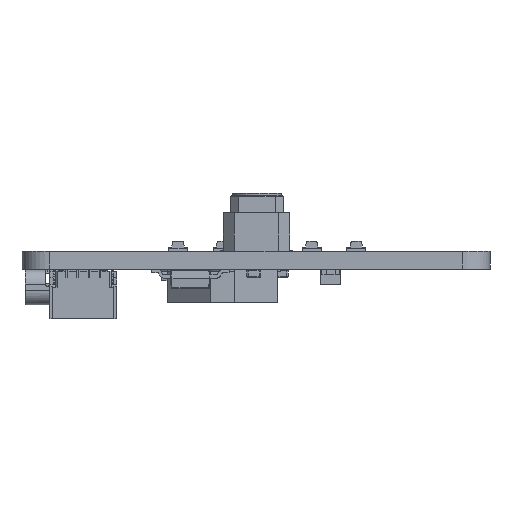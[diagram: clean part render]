
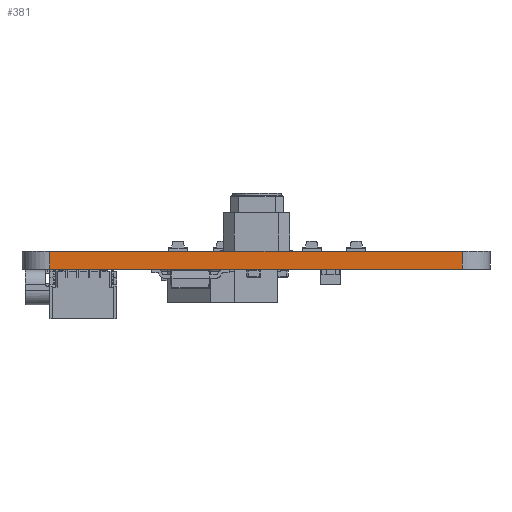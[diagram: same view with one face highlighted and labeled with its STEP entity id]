
A CAD part, left-side view. The second image highlights one B-rep face of the part: STEP entity #381.
In plain terms, the highlighted planar face has unit normal (-1, 0, 0).
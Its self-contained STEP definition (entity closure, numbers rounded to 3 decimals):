
#319 = EDGE_CURVE('',#320,#322,#324,.T.);
#320 = VERTEX_POINT('',#321);
#321 = CARTESIAN_POINT('',(0.,2.5,0.));
#322 = VERTEX_POINT('',#323);
#323 = CARTESIAN_POINT('',(0.,2.5,1.595));
#324 = LINE('',#325,#326);
#325 = CARTESIAN_POINT('',(0.,2.5,0.));
#326 = VECTOR('',#327,1.);
#327 = DIRECTION('',(0.,0.,1.));
#381 = ADVANCED_FACE('',(#382),#407,.F.);
#382 = FACE_BOUND('',#383,.F.);
#383 = EDGE_LOOP('',(#384,#394,#400,#401));
#384 = ORIENTED_EDGE('',*,*,#385,.T.);
#385 = EDGE_CURVE('',#386,#388,#390,.T.);
#386 = VERTEX_POINT('',#387);
#387 = CARTESIAN_POINT('',(0.,39.5,0.));
#388 = VERTEX_POINT('',#389);
#389 = CARTESIAN_POINT('',(0.,39.5,1.595));
#390 = LINE('',#391,#392);
#391 = CARTESIAN_POINT('',(0.,39.5,0.));
#392 = VECTOR('',#393,1.);
#393 = DIRECTION('',(0.,0.,1.));
#394 = ORIENTED_EDGE('',*,*,#395,.T.);
#395 = EDGE_CURVE('',#388,#322,#396,.T.);
#396 = LINE('',#397,#398);
#397 = CARTESIAN_POINT('',(0.,39.5,1.595));
#398 = VECTOR('',#399,1.);
#399 = DIRECTION('',(0.,-1.,0.));
#400 = ORIENTED_EDGE('',*,*,#319,.F.);
#401 = ORIENTED_EDGE('',*,*,#402,.F.);
#402 = EDGE_CURVE('',#386,#320,#403,.T.);
#403 = LINE('',#404,#405);
#404 = CARTESIAN_POINT('',(0.,39.5,0.));
#405 = VECTOR('',#406,1.);
#406 = DIRECTION('',(0.,-1.,0.));
#407 = PLANE('',#408);
#408 = AXIS2_PLACEMENT_3D('',#409,#410,#411);
#409 = CARTESIAN_POINT('',(0.,39.5,0.));
#410 = DIRECTION('',(1.,0.,-0.));
#411 = DIRECTION('',(0.,-1.,0.));
